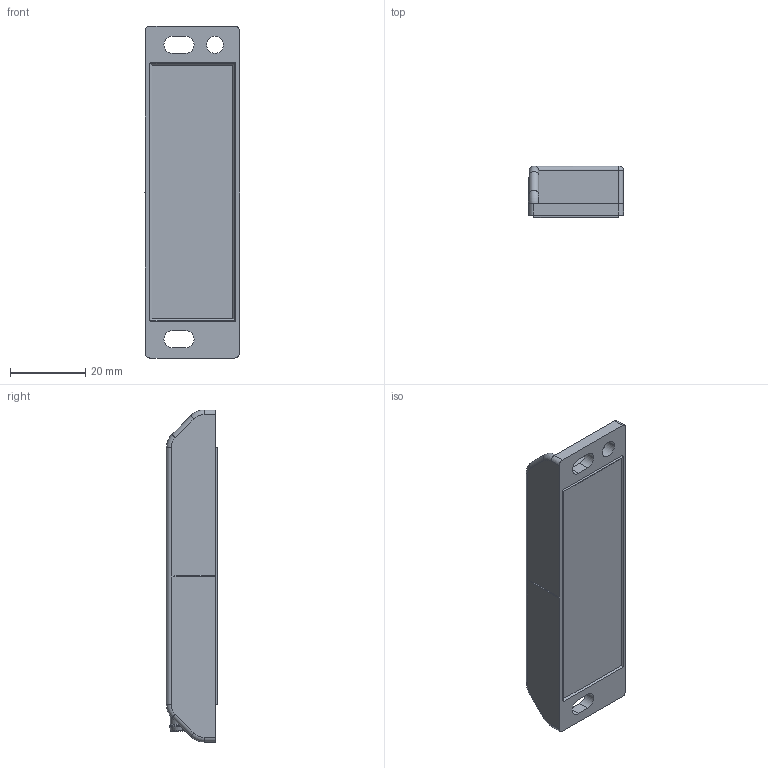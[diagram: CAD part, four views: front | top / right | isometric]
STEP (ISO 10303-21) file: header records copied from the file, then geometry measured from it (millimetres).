
FILE_DESCRIPTION((''),'2;1');
FILE_NAME('210928_ASM','2019-03-19T12:58:44',('pdmadmin'),('BANNER ENGINEERING'),'CREO PARAMETRIC BY PTC INC, 2018300','CREO PARAMETRIC BY PTC INC, 2018300','');
FILE_SCHEMA(('CONFIG_CONTROL_DESIGN'));
Length unit declared in the file: millimetre
Products named in the file (2): 807124; 210928_ASM
Assembly tree (1 placements, depth 2):
  210928_ASM
    807124
Bounding box: 25.2 x 13.6 x 88 mm (x, y, z)
Volume: 23878.8 mm3; surface area: 7800.9 mm2
Topology: 1 solids, 1 shells, 98 faces, 273 edges, 173 vertices
Faces by surface type: plane 38, cylinder 30, torus 16, sphere 10, cone 4
Entity records: 3221 total; most frequent: DIRECTION 601, CARTESIAN_POINT 554, ORIENTED_EDGE 526, EDGE_CURVE 263, AXIS2_PLACEMENT_3D 239, VERTEX_POINT 173, CIRCLE 138, VECTOR 123
